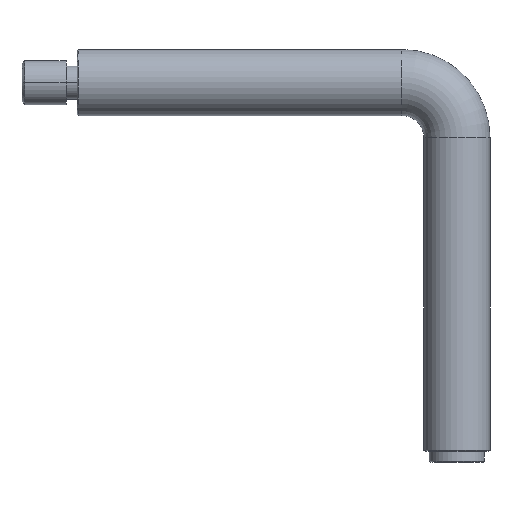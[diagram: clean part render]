
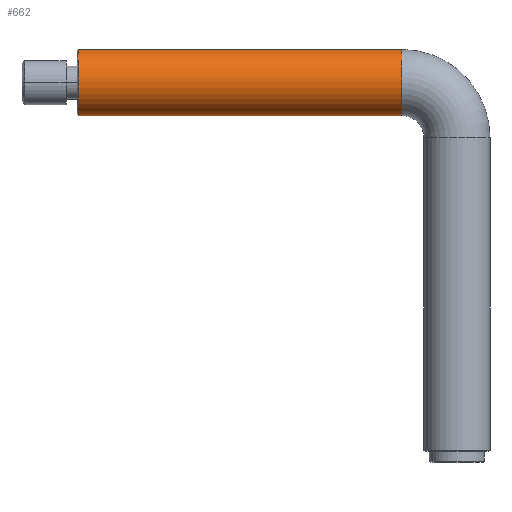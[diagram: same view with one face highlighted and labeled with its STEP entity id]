
A CAD part, top view. The second image highlights one B-rep face of the part: STEP entity #662.
In plain terms, the highlighted cylindrical face has radius 6 mm (diameter 12 mm), a partial arc.
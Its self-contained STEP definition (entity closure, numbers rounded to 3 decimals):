
#204=CARTESIAN_POINT('',(-68.8,0.,0.));
#205=DIRECTION('',(-1.,0.,0.));
#206=DIRECTION('',(0.,-1.,0.));
#207=AXIS2_PLACEMENT_3D('',#204,#205,#206);
#209=CARTESIAN_POINT('',(-10.,0.,0.));
#210=DIRECTION('',(-1.,0.,0.));
#211=DIRECTION('',(0.,-1.,0.));
#212=AXIS2_PLACEMENT_3D('',#209,#210,#211);
#214=DIRECTION('',(-1.,0.,0.));
#215=VECTOR('',#214,58.8);
#216=CARTESIAN_POINT('',(-10.,-6.,0.));
#217=LINE('',#216,#215);
#256=DIRECTION('',(-1.,0.,0.));
#257=VECTOR('',#256,58.8);
#258=CARTESIAN_POINT('',(-10.,6.,0.));
#259=LINE('',#258,#257);
#328=CARTESIAN_POINT('',(-10.,-6.,0.));
#329=CARTESIAN_POINT('',(-10.,6.,0.));
#330=VERTEX_POINT('',#328);
#331=VERTEX_POINT('',#329);
#350=CARTESIAN_POINT('',(-68.8,6.,0.));
#351=CARTESIAN_POINT('',(-68.8,-6.,0.));
#352=VERTEX_POINT('',#350);
#353=VERTEX_POINT('',#351);
#648=CARTESIAN_POINT('',(-10.,0.,0.));
#649=DIRECTION('',(-1.,0.,0.));
#650=DIRECTION('',(0.,-1.,0.));
#651=AXIS2_PLACEMENT_3D('',#648,#649,#650);
#652=CYLINDRICAL_SURFACE('',#651,6.);
#654=ORIENTED_EDGE('',*,*,#653,.T.);
#656=ORIENTED_EDGE('',*,*,#655,.F.);
#657=ORIENTED_EDGE('',*,*,#642,.F.);
#659=ORIENTED_EDGE('',*,*,#658,.T.);
#660=EDGE_LOOP('',(#654,#656,#657,#659));
#661=FACE_OUTER_BOUND('',#660,.F.);
#208=CIRCLE('',#207,6.);
#213=CIRCLE('',#212,6.);
#642=EDGE_CURVE('',#330,#331,#213,.T.);
#653=EDGE_CURVE('',#353,#352,#208,.T.);
#655=EDGE_CURVE('',#331,#352,#259,.T.);
#658=EDGE_CURVE('',#330,#353,#217,.T.);
#662=ADVANCED_FACE('',(#661),#652,.T.);
